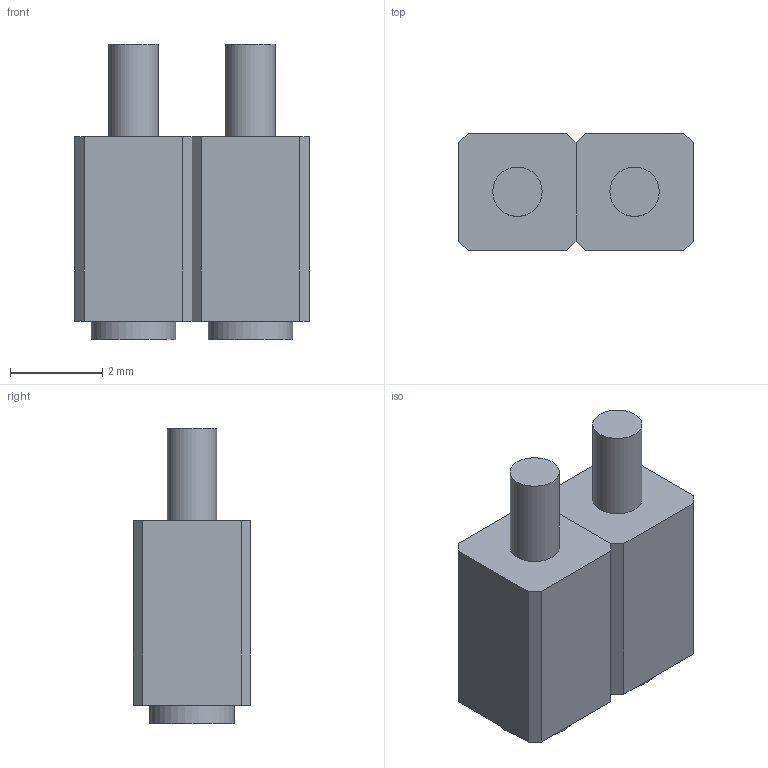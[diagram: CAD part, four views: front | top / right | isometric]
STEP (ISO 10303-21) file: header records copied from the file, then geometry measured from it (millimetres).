
FILE_DESCRIPTION(('FreeCAD Model'),'2;1');
FILE_NAME('811-S1-NNN.step','2020-04-04T16:58:15', ('Author'),(''),'Open CASCADE STEP processor 7.3','FreeCAD','Unknown' );
FILE_SCHEMA(('AUTOMOTIVE_DESIGN { 1 0 10303 214 1 1 1 1 }'));
Length unit declared in the file: millimetre
Products named in the file (2): Body; Body001
Bounding box: 5.08 x 2.54 x 6.4 mm (x, y, z)
Volume: 56.7 mm3; surface area: 121.1 mm2
Topology: 2 solids, 2 shells, 28 faces, 60 edges, 40 vertices
Faces by surface type: plane 24, cylinder 4
Full cylindrical faces by diameter (mm): 1.07 x2, 1.83 x2
Entity records: 791 total; most frequent: CARTESIAN_POINT 129, DIRECTION 126, ORIENTED_EDGE 120, EDGE_CURVE 60, LINE 52, VECTOR 52, VERTEX_POINT 40, AXIS2_PLACEMENT_3D 37
